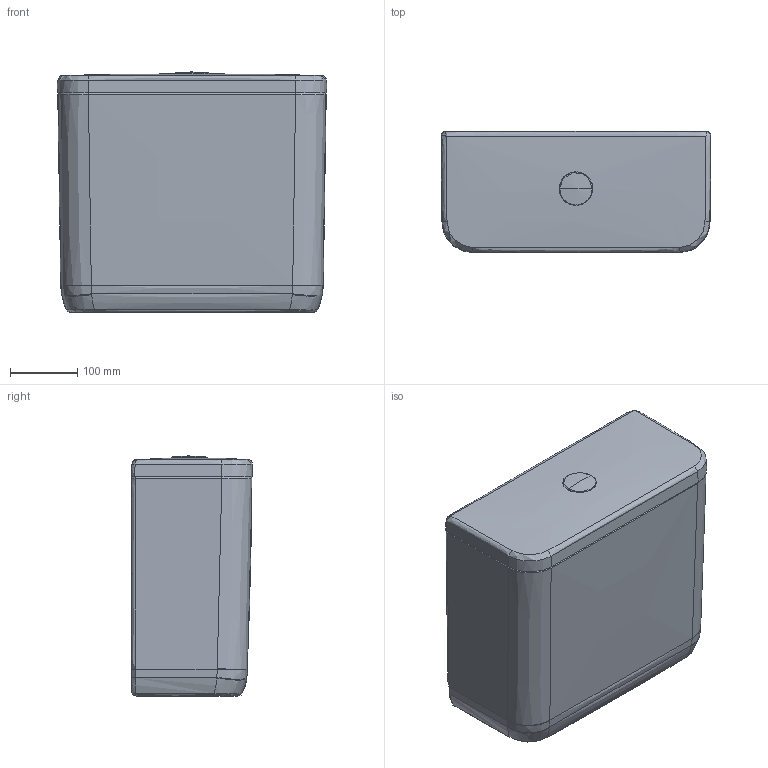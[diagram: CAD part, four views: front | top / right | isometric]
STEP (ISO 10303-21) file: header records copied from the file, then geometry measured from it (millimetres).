
FILE_DESCRIPTION(/* description */ (''),/* implementation_level */ '2;1');
FILE_NAME(/* name */ '094710',/* time_stamp */ '2023-03-13T15:28:11+01:00',/* author */ (''),/* organization */ (''),/* preprocessor_version */ 'ST-DEVELOPER v15',/* originating_system */ '',/* authorisation */ '');
FILE_SCHEMA (('AUTOMOTIVE_DESIGN'));
Length unit declared in the file: millimetre
Products named in the file (1): Document
Bounding box: 399.91 x 179.82 x 355.9 mm (x, y, z)
Volume: 5397753 mm3; surface area: 958626.4 mm2
Topology: 3 solids, 3 shells, 298 faces, 718 edges, 419 vertices
Faces by surface type: bspline 247, plane 51
Entity records: 24909 total; most frequent: CARTESIAN_POINT 20493, ORIENTED_EDGE 1416, EDGE_CURVE 708, B_SPLINE_CURVE_WITH_KNOTS 616, VERTEX_POINT 419, EDGE_LOOP 303, ADVANCED_FACE 298, FACE_OUTER_BOUND 298
